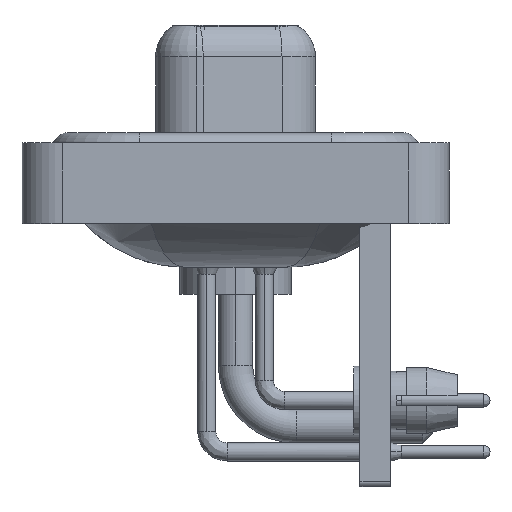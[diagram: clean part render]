
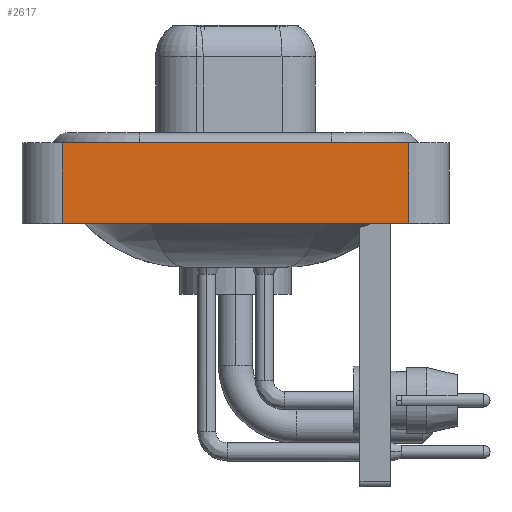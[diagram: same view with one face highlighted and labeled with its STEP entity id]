
A CAD part, left-side view. The second image highlights one B-rep face of the part: STEP entity #2617.
In plain terms, the highlighted planar face has unit normal (-1, 0, 0).
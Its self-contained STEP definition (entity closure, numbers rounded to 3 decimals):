
#1424 = AXIS2_PLACEMENT_3D ( 'NONE', #13495, #9584, #13006 ) ;
#1897 = CARTESIAN_POINT ( 'NONE',  ( -7.3, 8.55, -3.6 ) ) ;
#2615 = EDGE_CURVE ( 'NONE', #6776, #6620, #18392, .T. ) ;
#2617 = ADVANCED_FACE ( 'NONE', ( #7210 ), #9466, .T. ) ;
#2660 = EDGE_CURVE ( 'NONE', #21687, #6776, #15279, .T. ) ;
#2910 = ORIENTED_EDGE ( 'NONE', *, *, #14580, .T. ) ;
#3658 = EDGE_CURVE ( 'NONE', #21687, #24466, #4210, .T. ) ;
#3824 = VECTOR ( 'NONE', #19267, 1000. ) ;
#4155 = VECTOR ( 'NONE', #6363, 1000. ) ;
#4210 = LINE ( 'NONE', #11880, #20683 ) ;
#5871 = ORIENTED_EDGE ( 'NONE', *, *, #2660, .F. ) ;
#6363 = DIRECTION ( 'NONE',  ( 0., 0., 1. ) ) ;
#6620 = VERTEX_POINT ( 'NONE', #18993 ) ;
#6776 = VERTEX_POINT ( 'NONE', #22207 ) ;
#7210 = FACE_OUTER_BOUND ( 'NONE', #8890, .T. ) ;
#8890 = EDGE_LOOP ( 'NONE', ( #2910, #22902, #5871, #9577 ) ) ;
#9303 = VECTOR ( 'NONE', #17144, 1000. ) ;
#9466 = PLANE ( 'NONE',  #1424 ) ;
#9577 = ORIENTED_EDGE ( 'NONE', *, *, #3658, .T. ) ;
#9584 = DIRECTION ( 'NONE',  ( -1., 0., 0. ) ) ;
#11880 = CARTESIAN_POINT ( 'NONE',  ( -7.3, -8.55, -3.6 ) ) ;
#13006 = DIRECTION ( 'NONE',  ( 0., 0., 1. ) ) ;
#13495 = CARTESIAN_POINT ( 'NONE',  ( -7.3, -8.55, -3.6 ) ) ;
#14580 = EDGE_CURVE ( 'NONE', #24466, #6620, #16073, .T. ) ;
#15279 = LINE ( 'NONE', #1897, #9303 ) ;
#16073 = LINE ( 'NONE', #23596, #4155 ) ;
#17144 = DIRECTION ( 'NONE',  ( 0., 0., 1. ) ) ;
#18392 = LINE ( 'NONE', #19136, #3824 ) ;
#18750 = CARTESIAN_POINT ( 'NONE',  ( -7.3, 8.55, -3.6 ) ) ;
#18993 = CARTESIAN_POINT ( 'NONE',  ( -7.3, -8.55, 0.4 ) ) ;
#19136 = CARTESIAN_POINT ( 'NONE',  ( -7.3, -8.55, 0.4 ) ) ;
#19267 = DIRECTION ( 'NONE',  ( 0., -1., 0. ) ) ;
#20683 = VECTOR ( 'NONE', #21558, 1000. ) ;
#21558 = DIRECTION ( 'NONE',  ( 0., -1., 0. ) ) ;
#21687 = VERTEX_POINT ( 'NONE', #18750 ) ;
#22207 = CARTESIAN_POINT ( 'NONE',  ( -7.3, 8.55, 0.4 ) ) ;
#22902 = ORIENTED_EDGE ( 'NONE', *, *, #2615, .F. ) ;
#23596 = CARTESIAN_POINT ( 'NONE',  ( -7.3, -8.55, -3.6 ) ) ;
#24414 = CARTESIAN_POINT ( 'NONE',  ( -7.3, -8.55, -3.6 ) ) ;
#24466 = VERTEX_POINT ( 'NONE', #24414 ) ;
